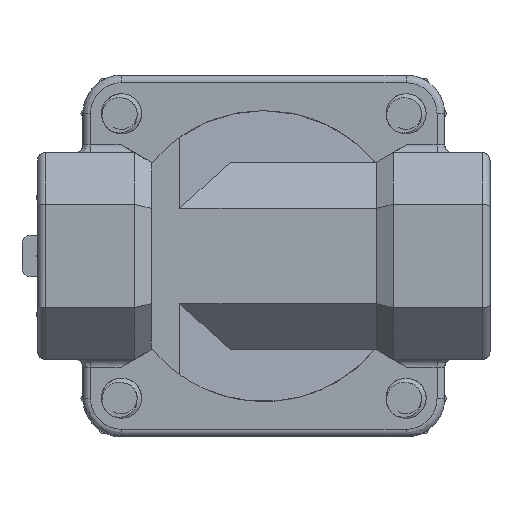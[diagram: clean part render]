
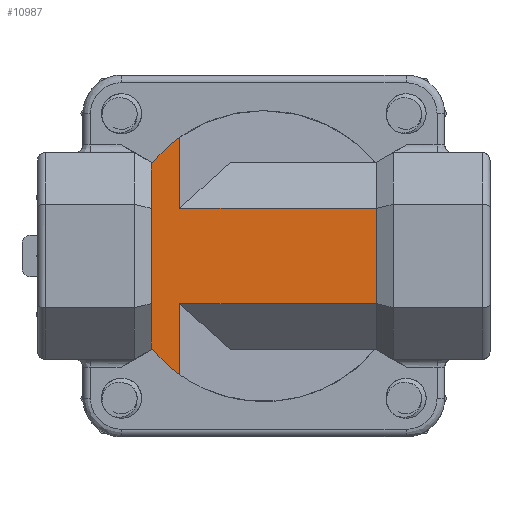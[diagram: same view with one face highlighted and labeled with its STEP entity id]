
A CAD part, front view. The second image highlights one B-rep face of the part: STEP entity #10987.
In plain terms, the highlighted planar face has unit normal (0, -1, 0).
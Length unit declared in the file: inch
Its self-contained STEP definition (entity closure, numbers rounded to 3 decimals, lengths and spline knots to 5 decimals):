
#26 = LINE ( 'NONE', #5173, #5295 ) ;
#61 = CARTESIAN_POINT ( 'NONE',  ( -2.46234, -1.35811, -0.29061 ) ) ;
#117 = VERTEX_POINT ( 'NONE', #4449 ) ;
#198 = VERTEX_POINT ( 'NONE', #16067 ) ;
#225 = CARTESIAN_POINT ( 'NONE',  ( -0.686, -1.35811, 0.29061 ) ) ;
#257 = VECTOR ( 'NONE', #16404, 39.37008 ) ;
#976 = CARTESIAN_POINT ( 'NONE',  ( -0.686, -1.35811, -0.56071 ) ) ;
#1011 = ORIENTED_EDGE ( 'NONE', *, *, #10432, .T. ) ;
#1339 = VERTEX_POINT ( 'NONE', #10701 ) ;
#1517 = LINE ( 'NONE', #11380, #14606 ) ;
#1617 = CIRCLE ( 'NONE', #12644, 0.886 ) ;
#2188 = DIRECTION ( 'NONE',  ( -1., 0., 0. ) ) ;
#2226 = CARTESIAN_POINT ( 'NONE',  ( 0.686, -1.35811, 0.29061 ) ) ;
#2958 = CARTESIAN_POINT ( 'NONE',  ( -0.686, -1.35811, 0.29061 ) ) ;
#3043 = DIRECTION ( 'NONE',  ( 0., -1., 0. ) ) ;
#3132 = PLANE ( 'NONE',  #3496 ) ;
#3278 = EDGE_CURVE ( 'NONE', #11080, #1339, #1517, .T. ) ;
#3412 = DIRECTION ( 'NONE',  ( 0., 1., 0. ) ) ;
#3496 = AXIS2_PLACEMENT_3D ( 'NONE', #13148, #3043, #5483 ) ;
#3634 = EDGE_CURVE ( 'NONE', #198, #12482, #7162, .T. ) ;
#3645 = EDGE_CURVE ( 'NONE', #14455, #5875, #12467, .T. ) ;
#3807 = VECTOR ( 'NONE', #10180, 39.37008 ) ;
#3995 = EDGE_CURVE ( 'NONE', #7420, #198, #4830, .T. ) ;
#4449 = CARTESIAN_POINT ( 'NONE',  ( -0.51112, -1.35811, 0.72371 ) ) ;
#4756 = DIRECTION ( 'NONE',  ( 0., 0., 1. ) ) ;
#4794 = CARTESIAN_POINT ( 'NONE',  ( -0.686, -1.35811, 0.29061 ) ) ;
#4830 = LINE ( 'NONE', #2226, #6311 ) ;
#5084 = CARTESIAN_POINT ( 'NONE',  ( -0.51112, -1.35811, 0.29061 ) ) ;
#5173 = CARTESIAN_POINT ( 'NONE',  ( -0.686, -1.35811, 0.29061 ) ) ;
#5295 = VECTOR ( 'NONE', #9062, 39.37008 ) ;
#5483 = DIRECTION ( 'NONE',  ( 0., 0., -1. ) ) ;
#5875 = VERTEX_POINT ( 'NONE', #976 ) ;
#6097 = ORIENTED_EDGE ( 'NONE', *, *, #12604, .T. ) ;
#6311 = VECTOR ( 'NONE', #4756, 39.37008 ) ;
#6556 = LINE ( 'NONE', #61, #3807 ) ;
#6634 = ORIENTED_EDGE ( 'NONE', *, *, #14140, .F. ) ;
#6648 = DIRECTION ( 'NONE',  ( 0., 0., 1. ) ) ;
#7159 = LINE ( 'NONE', #11277, #257 ) ;
#7162 = LINE ( 'NONE', #16172, #10606 ) ;
#7233 = ORIENTED_EDGE ( 'NONE', *, *, #9398, .F. ) ;
#7420 = VERTEX_POINT ( 'NONE', #12509 ) ;
#7663 = LINE ( 'NONE', #225, #12934 ) ;
#8254 = VERTEX_POINT ( 'NONE', #2958 ) ;
#8386 = CARTESIAN_POINT ( 'NONE',  ( 0., -1.35811, 0. ) ) ;
#8959 = CARTESIAN_POINT ( 'NONE',  ( -0.51112, -1.35811, -0.72371 ) ) ;
#9062 = DIRECTION ( 'NONE',  ( 0., 0., -1. ) ) ;
#9135 = EDGE_CURVE ( 'NONE', #12482, #117, #7159, .T. ) ;
#9190 = CARTESIAN_POINT ( 'NONE',  ( 0., -1.35811, 0. ) ) ;
#9398 = EDGE_CURVE ( 'NONE', #11080, #5875, #15872, .T. ) ;
#9557 = ORIENTED_EDGE ( 'NONE', *, *, #10304, .T. ) ;
#9940 = DIRECTION ( 'NONE',  ( 0., 0., -1. ) ) ;
#10180 = DIRECTION ( 'NONE',  ( 1., 0., 0. ) ) ;
#10304 = EDGE_CURVE ( 'NONE', #8254, #14455, #7663, .T. ) ;
#10432 = EDGE_CURVE ( 'NONE', #1339, #7420, #6556, .T. ) ;
#10606 = VECTOR ( 'NONE', #2188, 39.37008 ) ;
#10701 = CARTESIAN_POINT ( 'NONE',  ( -0.51112, -1.35811, -0.29061 ) ) ;
#10818 = DIRECTION ( 'NONE',  ( 0., 0., 1. ) ) ;
#10987 = ADVANCED_FACE ( 'NONE', ( #14662 ), #3132, .T. ) ;
#11080 = VERTEX_POINT ( 'NONE', #8959 ) ;
#11135 = ORIENTED_EDGE ( 'NONE', *, *, #3278, .T. ) ;
#11277 = CARTESIAN_POINT ( 'NONE',  ( -0.51112, -1.35811, 0. ) ) ;
#11380 = CARTESIAN_POINT ( 'NONE',  ( -0.51112, -1.35811, 0.29061 ) ) ;
#11946 = ORIENTED_EDGE ( 'NONE', *, *, #3995, .T. ) ;
#12278 = EDGE_LOOP ( 'NONE', ( #7233, #11135, #1011, #11946, #15325, #12286, #6634, #6097, #9557, #14433 ) ) ;
#12286 = ORIENTED_EDGE ( 'NONE', *, *, #9135, .T. ) ;
#12467 = LINE ( 'NONE', #4794, #14098 ) ;
#12482 = VERTEX_POINT ( 'NONE', #5084 ) ;
#12509 = CARTESIAN_POINT ( 'NONE',  ( 0.686, -1.35811, -0.29061 ) ) ;
#12604 = EDGE_CURVE ( 'NONE', #15071, #8254, #26, .T. ) ;
#12644 = AXIS2_PLACEMENT_3D ( 'NONE', #9190, #13059, #6648 ) ;
#12652 = AXIS2_PLACEMENT_3D ( 'NONE', #8386, #3412, #10818 ) ;
#12934 = VECTOR ( 'NONE', #15486, 39.37008 ) ;
#13059 = DIRECTION ( 'NONE',  ( 0., 1., 0. ) ) ;
#13148 = CARTESIAN_POINT ( 'NONE',  ( -2.46234, -1.35811, 0.29061 ) ) ;
#13803 = CARTESIAN_POINT ( 'NONE',  ( -0.686, -1.35811, 0.56071 ) ) ;
#14098 = VECTOR ( 'NONE', #9940, 39.37008 ) ;
#14140 = EDGE_CURVE ( 'NONE', #15071, #117, #1617, .T. ) ;
#14433 = ORIENTED_EDGE ( 'NONE', *, *, #3645, .T. ) ;
#14455 = VERTEX_POINT ( 'NONE', #15621 ) ;
#14606 = VECTOR ( 'NONE', #16521, 39.37008 ) ;
#14662 = FACE_OUTER_BOUND ( 'NONE', #12278, .T. ) ;
#15071 = VERTEX_POINT ( 'NONE', #13803 ) ;
#15325 = ORIENTED_EDGE ( 'NONE', *, *, #3634, .T. ) ;
#15486 = DIRECTION ( 'NONE',  ( 0., 0., -1. ) ) ;
#15621 = CARTESIAN_POINT ( 'NONE',  ( -0.686, -1.35811, -0.29061 ) ) ;
#15872 = CIRCLE ( 'NONE', #12652, 0.886 ) ;
#16067 = CARTESIAN_POINT ( 'NONE',  ( 0.686, -1.35811, 0.29061 ) ) ;
#16172 = CARTESIAN_POINT ( 'NONE',  ( -2.46234, -1.35811, 0.29061 ) ) ;
#16404 = DIRECTION ( 'NONE',  ( 0., 0., 1. ) ) ;
#16521 = DIRECTION ( 'NONE',  ( 0., 0., 1. ) ) ;
